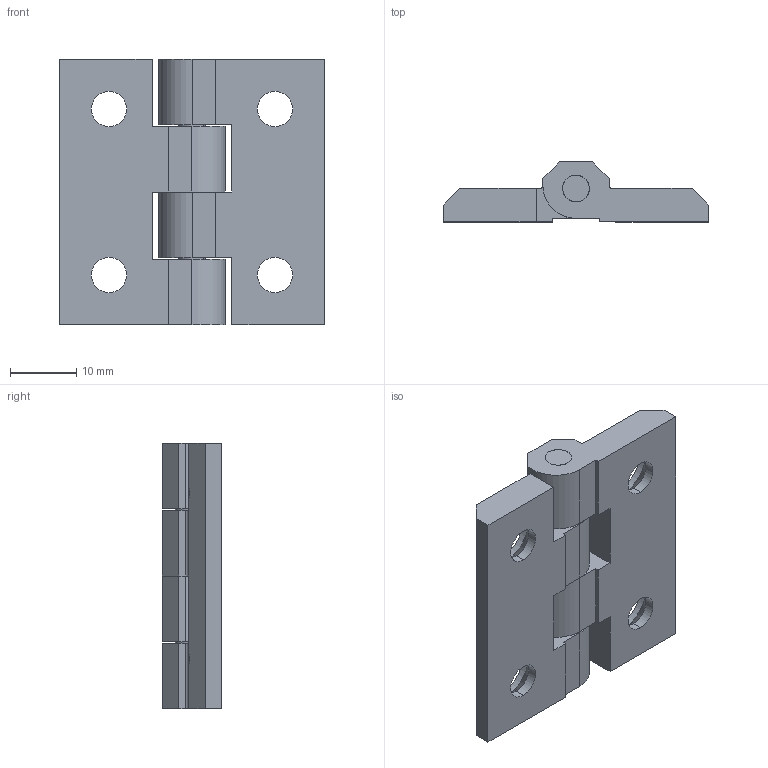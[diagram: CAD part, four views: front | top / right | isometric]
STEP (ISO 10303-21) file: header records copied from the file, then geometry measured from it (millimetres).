
FILE_DESCRIPTION (( 'STEP AP214' ), '1' );
FILE_NAME ('09574040e.STEP', '2014-08-14T13:09:30', ( '' ), ( '' ), 'SwSTEP 2.0', 'SolidWorks 2014', '' );
FILE_SCHEMA (( 'AUTOMOTIVE_DESIGN' ));
Length unit declared in the file: millimetre
Products named in the file (4): 09574040e; 09574040e-1_09574040e-1; 09574040e-1_09574040e-2; 09574040e-3
Assembly tree (3 placements, depth 2):
  09574040e
    09574040e-1_09574040e-1
    09574040e-1_09574040e-2
    09574040e-3
Bounding box: 40 x 9 x 40 mm (x, y, z)
Volume: 7527.8 mm3; surface area: 5863 mm2
Topology: 3 solids, 3 shells, 100 faces, 270 edges, 174 vertices
Faces by surface type: plane 54, cylinder 36, cone 10
Entity records: 3310 total; most frequent: CARTESIAN_POINT 562, DIRECTION 556, ORIENTED_EDGE 540, EDGE_CURVE 270, LINE 188, VECTOR 188, AXIS2_PLACEMENT_3D 184, VERTEX_POINT 174
